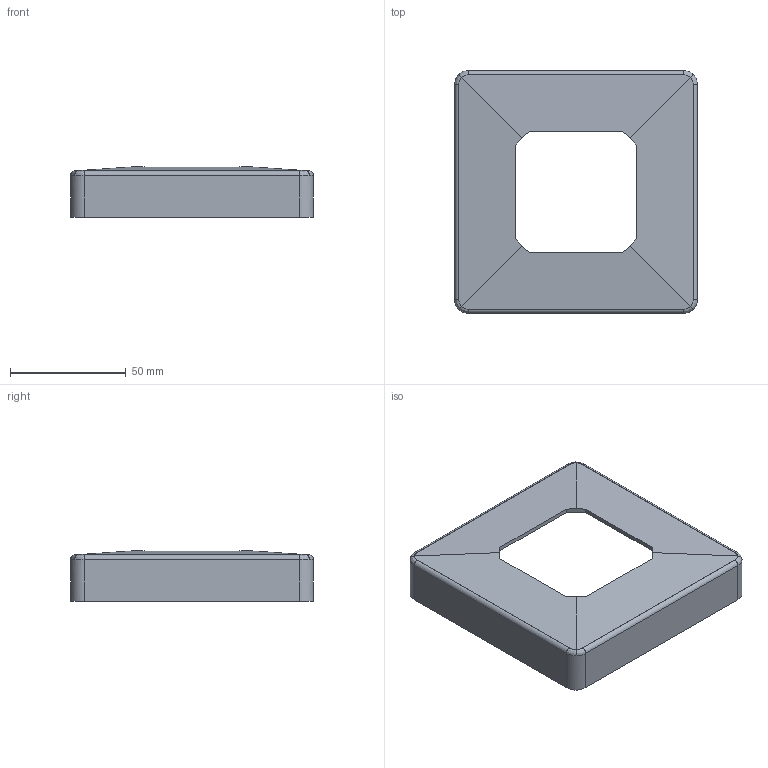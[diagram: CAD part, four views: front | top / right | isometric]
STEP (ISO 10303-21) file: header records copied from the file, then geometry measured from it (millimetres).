
FILE_DESCRIPTION((''),'2;1');
FILE_NAME('4511','2022-02-20T11:47:12',('Gogel'),('Gerresheimer Regensburg GmbH'),'CREO PARAMETRIC BY PTC INC, 2018420','CREO PARAMETRIC BY PTC INC, 2018420','');
FILE_SCHEMA(('AUTOMOTIVE_DESIGN { 1 0 10303 214 1 1 1 1 }'));
Length unit declared in the file: millimetre
Products named in the file (1): 4511
Bounding box: 105 x 105 x 22 mm (x, y, z)
Volume: 22602.8 mm3; surface area: 32833.1 mm2
Topology: 1 solids, 1 shells, 46 faces, 120 edges, 76 vertices
Faces by surface type: plane 26, cylinder 12, bspline 8
Entity records: 2114 total; most frequent: CARTESIAN_POINT 737, ORIENTED_EDGE 240, DIRECTION 222, EDGE_CURVE 120, VECTOR 83, LINE 83, VERTEX_POINT 76, AXIS2_PLACEMENT_3D 68
